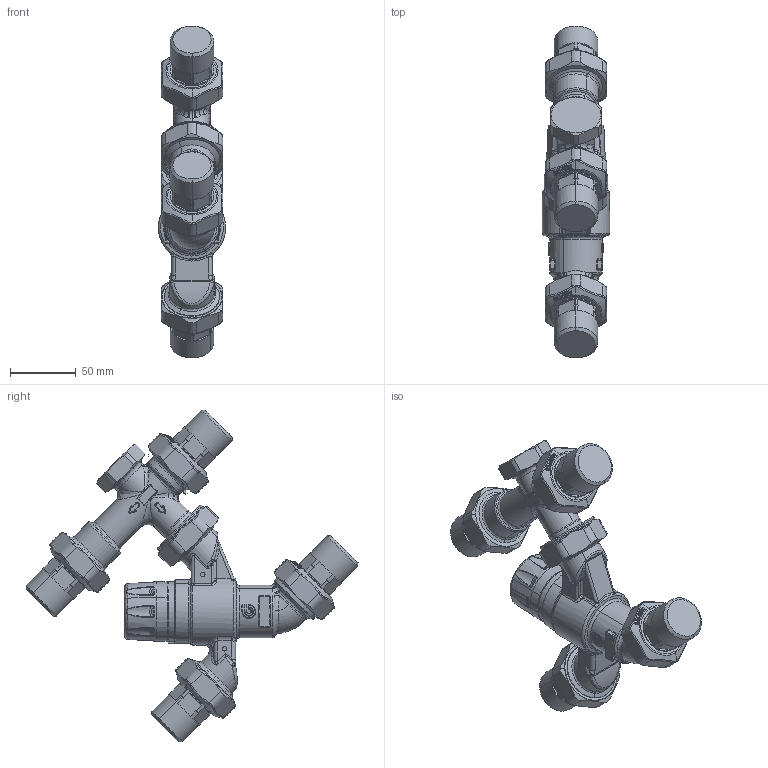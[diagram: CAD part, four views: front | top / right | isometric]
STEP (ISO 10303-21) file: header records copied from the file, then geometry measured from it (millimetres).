
FILE_DESCRIPTION(('CATIA V5 STEP Exchange','CAx-IF Rec.Pracs.--- Model Styling and Organization---1.4--- 2014-01-23','CAx-IF Rec.Pracs.---3D Tessellated Data Validation Properties---0.5---2014-09-14'),'2;1');
FILE_NAME('STEP_520160_-_TST.stp','2021-11-29T08:18:36+00:00',('none'),('none'),'CATIA Version 5-6 Release 2019 SP3','CATIA V5 STEP AP242 v1','none');
FILE_SCHEMA(('AP242_MANAGED_MODEL_BASED_3D_ENGINEERING_MIM_LF {1 0 10303 442 1 1 4}'));
Products named in the file (1): 520160 - TST
Bounding box: 50.99 x 251.79 x 251.79 mm (x, y, z)
Volume: 627188.2 mm3; surface area: 80287.2 mm2
Topology: 1 solids, 1 shells, 3280 faces, 7681 edges, 4166 vertices
Faces by surface type: bspline 1881, cylinder 427, sphere 302, plane 273, cone 226, torus 167, revolution 4
Entity records: 183763 total; most frequent: CARTESIAN_POINT 128964, ORIENTED_EDGE 14746, EDGE_CURVE 7373, B_SPLINE_CURVE_WITH_KNOTS 5069, DIRECTION 4468, VERTEX_POINT 4162, EDGE_LOOP 3347, ADVANCED_FACE 3280
